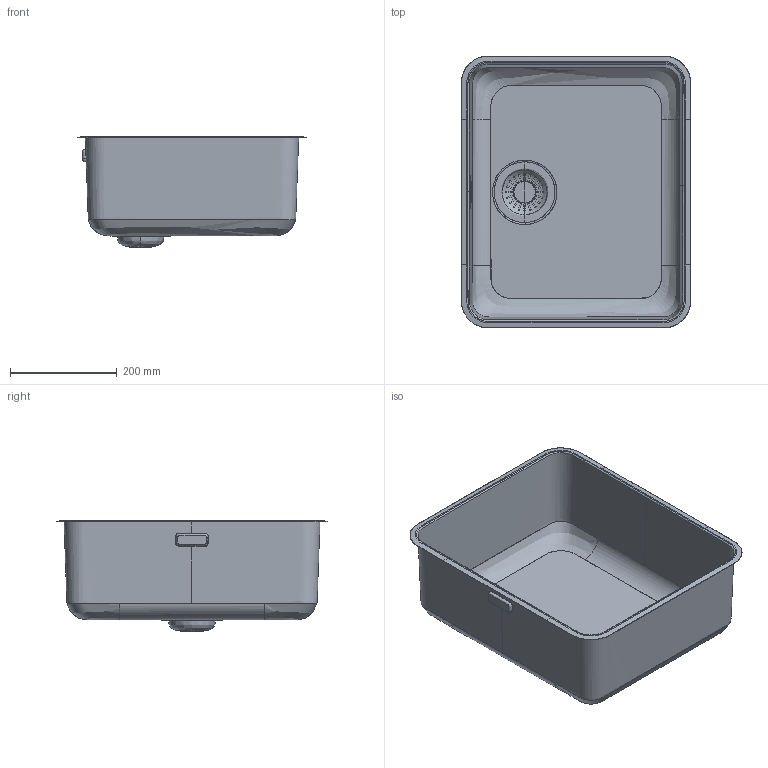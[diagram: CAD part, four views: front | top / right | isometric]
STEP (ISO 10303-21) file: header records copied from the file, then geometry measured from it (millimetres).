
FILE_DESCRIPTION(/* description */ (''),/* implementation_level */ '2;1');
FILE_NAME(/* name */ 'Aton_ANX_110-48',/* time_stamp */ '2011-12-01T11:39:03+01:00',/* author */ (''),/* organization */ (''),/* preprocessor_version */ 'ST-DEVELOPER v10',/* originating_system */ '',/* authorisation */ '');
FILE_SCHEMA (('CONFIG_CONTROL_DESIGN'));
Length unit declared in the file: millimetre
Products named in the file (1): 1
Bounding box: 430.2 x 510.2 x 207.63 mm (x, y, z)
Volume: 6384.4 mm3; surface area: 516562.6 mm2
Topology: 15 solids, 34 shells, 307 faces, 849 edges, 576 vertices
Faces by surface type: plane 218, bspline 89
Entity records: 24811 total; most frequent: CARTESIAN_POINT 19169, ORIENTED_EDGE 1608, EDGE_CURVE 845, B_SPLINE_CURVE_WITH_KNOTS 774, VERTEX_POINT 576, EDGE_LOOP 348, ADVANCED_FACE 307, FACE_OUTER_BOUND 307
